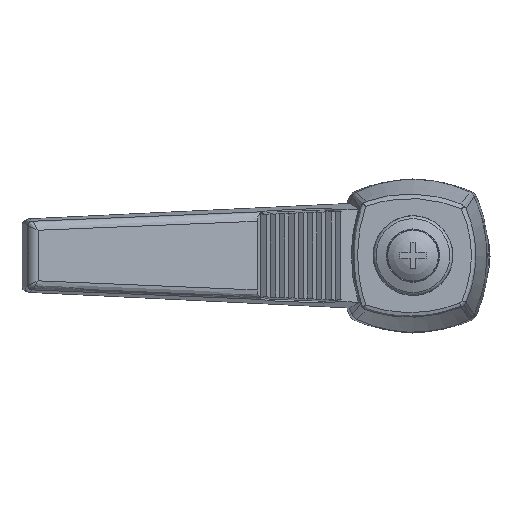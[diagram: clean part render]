
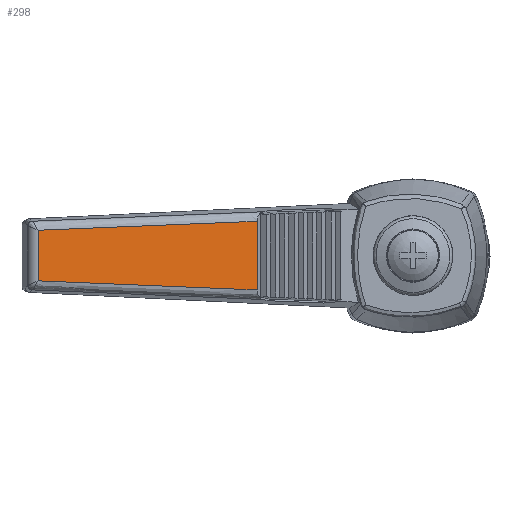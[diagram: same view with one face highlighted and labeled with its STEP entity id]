
A CAD part, top view. The second image highlights one B-rep face of the part: STEP entity #298.
In plain terms, the highlighted planar face has unit normal (0.161, 0, 0.987).
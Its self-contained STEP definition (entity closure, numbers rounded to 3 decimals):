
#298 = ADVANCED_FACE( '', ( #700 ), #701, .T. );
#700 = FACE_OUTER_BOUND( '', #2040, .T. );
#701 = PLANE( '', #2041 );
#2040 = EDGE_LOOP( '', ( #4220, #4221, #4222, #4223 ) );
#2041 = AXIS2_PLACEMENT_3D( '', #4224, #4225, #4226 );
#4220 = ORIENTED_EDGE( '', *, *, #5170, .T. );
#4221 = ORIENTED_EDGE( '', *, *, #5038, .T. );
#4222 = ORIENTED_EDGE( '', *, *, #5171, .T. );
#4223 = ORIENTED_EDGE( '', *, *, #5172, .T. );
#4224 = CARTESIAN_POINT( '', ( -3.654, 5.09, 18.725 ) );
#4225 = DIRECTION( '', ( 0.161, 0., 0.987 ) );
#4226 = DIRECTION( '', ( 0.987, 0., -0.161 ) );
#5038 = EDGE_CURVE( '', #5632, #5630, #5633, .T. );
#5170 = EDGE_CURVE( '', #5832, #5632, #5833, .T. );
#5171 = EDGE_CURVE( '', #5630, #5834, #5835, .F. );
#5172 = EDGE_CURVE( '', #5834, #5832, #5836, .T. );
#5630 = VERTEX_POINT( '', #6845 );
#5632 = VERTEX_POINT( '', #6891 );
#5633 = B_SPLINE_CURVE_WITH_KNOTS( '', 3, ( #6892, #6893, #6894, #6895, #6896, #6897 ), .UNSPECIFIED., .F., .F., ( 4, 2, 4 ), ( 0., 0.012, 0.024 ), .UNSPECIFIED. );
#5832 = VERTEX_POINT( '', #7525 );
#5833 = LINE( '', #7526, #7527 );
#5834 = VERTEX_POINT( '', #7528 );
#5835 = LINE( '', #7529, #7530 );
#5836 = B_SPLINE_CURVE_WITH_KNOTS( '', 3, ( #7531, #7532, #7533, #7534, #7535, #7536 ), .UNSPECIFIED., .F., .F., ( 4, 2, 4 ), ( 0., 0.012, 0.024 ), .UNSPECIFIED. );
#6845 = CARTESIAN_POINT( '', ( -40.163, 2.712, 24.693 ) );
#6891 = CARTESIAN_POINT( '', ( -16.706, 3.678, 20.859 ) );
#6892 = CARTESIAN_POINT( '', ( -16.706, 3.678, 20.859 ) );
#6893 = CARTESIAN_POINT( '', ( -20.616, 3.516, 21.498 ) );
#6894 = CARTESIAN_POINT( '', ( -24.525, 3.355, 22.137 ) );
#6895 = CARTESIAN_POINT( '', ( -32.344, 3.033, 23.415 ) );
#6896 = CARTESIAN_POINT( '', ( -36.254, 2.872, 24.054 ) );
#6897 = CARTESIAN_POINT( '', ( -40.163, 2.712, 24.693 ) );
#7525 = CARTESIAN_POINT( '', ( -16.706, -3.678, 20.859 ) );
#7526 = CARTESIAN_POINT( '', ( -16.706, 5.09, 20.859 ) );
#7527 = VECTOR( '', #8624, 1000. );
#7528 = CARTESIAN_POINT( '', ( -40.163, -2.712, 24.693 ) );
#7529 = CARTESIAN_POINT( '', ( -40.163, -3.527, 24.693 ) );
#7530 = VECTOR( '', #8625, 1000. );
#7531 = CARTESIAN_POINT( '', ( -40.163, -2.712, 24.693 ) );
#7532 = CARTESIAN_POINT( '', ( -36.254, -2.872, 24.054 ) );
#7533 = CARTESIAN_POINT( '', ( -32.344, -3.033, 23.415 ) );
#7534 = CARTESIAN_POINT( '', ( -24.525, -3.355, 22.137 ) );
#7535 = CARTESIAN_POINT( '', ( -20.616, -3.516, 21.498 ) );
#7536 = CARTESIAN_POINT( '', ( -16.706, -3.678, 20.859 ) );
#8624 = DIRECTION( '', ( 0., 1., 0. ) );
#8625 = DIRECTION( '', ( 0., 1., 0. ) );
